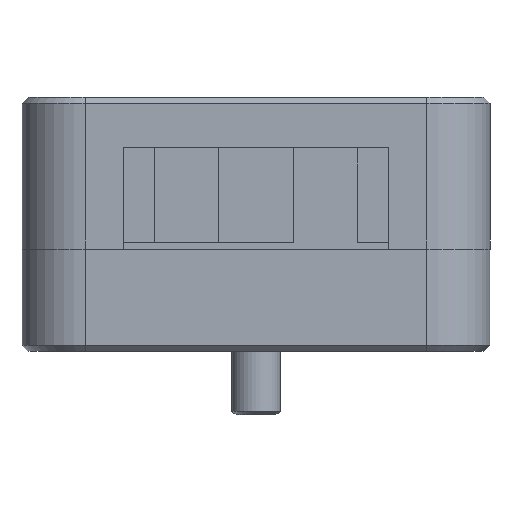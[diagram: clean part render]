
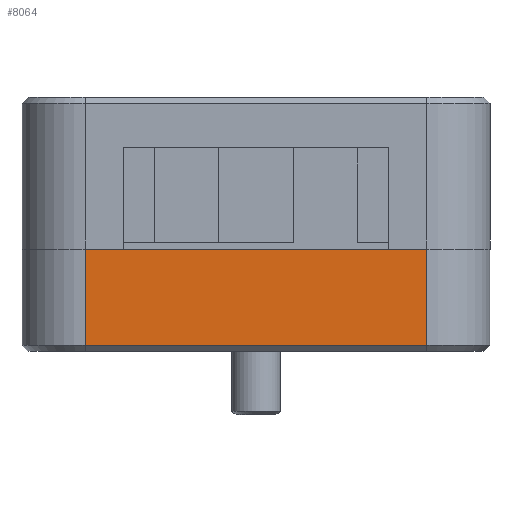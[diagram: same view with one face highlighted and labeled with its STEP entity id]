
A CAD part, left-side view. The second image highlights one B-rep face of the part: STEP entity #8064.
In plain terms, the highlighted planar face has unit normal (-1, 0, 0).
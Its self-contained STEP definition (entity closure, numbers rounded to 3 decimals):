
#586=PLANE('',#8681);
#903=FACE_OUTER_BOUND('',#1384,.T.);
#1384=EDGE_LOOP('',(#6646,#6647,#6648,#6649));
#2158=LINE('',#12433,#2988);
#2172=LINE('',#12472,#3002);
#2173=LINE('',#12476,#3003);
#2174=LINE('',#12477,#3004);
#2988=VECTOR('',#10182,10.);
#3002=VECTOR('',#10226,10.);
#3003=VECTOR('',#10231,10.);
#3004=VECTOR('',#10232,10.);
#3920=VERTEX_POINT('',#12429);
#3921=VERTEX_POINT('',#12431);
#3931=VERTEX_POINT('',#12471);
#3932=VERTEX_POINT('',#12475);
#4888=EDGE_CURVE('',#3921,#3920,#2158,.T.);
#4907=EDGE_CURVE('',#3920,#3931,#2172,.T.);
#4909=EDGE_CURVE('',#3932,#3921,#2173,.T.);
#4910=EDGE_CURVE('',#3931,#3932,#2174,.T.);
#6646=ORIENTED_EDGE('',*,*,#4888,.F.);
#6647=ORIENTED_EDGE('',*,*,#4909,.F.);
#6648=ORIENTED_EDGE('',*,*,#4910,.F.);
#6649=ORIENTED_EDGE('',*,*,#4907,.F.);
#8064=ADVANCED_FACE('',(#903),#586,.T.);
#8681=AXIS2_PLACEMENT_3D('',#12474,#10229,#10230);
#10182=DIRECTION('',(0.,1.,0.));
#10226=DIRECTION('',(0.,0.,1.));
#10229=DIRECTION('center_axis',(-1.,0.,0.));
#10230=DIRECTION('ref_axis',(0.,-1.,0.));
#10231=DIRECTION('',(0.,0.,-1.));
#10232=DIRECTION('',(0.,-1.,0.));
#12429=CARTESIAN_POINT('',(1.598,32.965,-3.62));
#12431=CARTESIAN_POINT('',(1.598,5.965,-3.62));
#12433=CARTESIAN_POINT('',(1.598,26.215,-3.62));
#12471=CARTESIAN_POINT('',(1.598,32.965,4.));
#12472=CARTESIAN_POINT('',(1.598,32.965,0.));
#12474=CARTESIAN_POINT('Origin',(1.598,32.965,0.));
#12475=CARTESIAN_POINT('',(1.598,5.965,4.));
#12476=CARTESIAN_POINT('',(1.598,5.965,0.));
#12477=CARTESIAN_POINT('',(1.598,5.965,4.));
